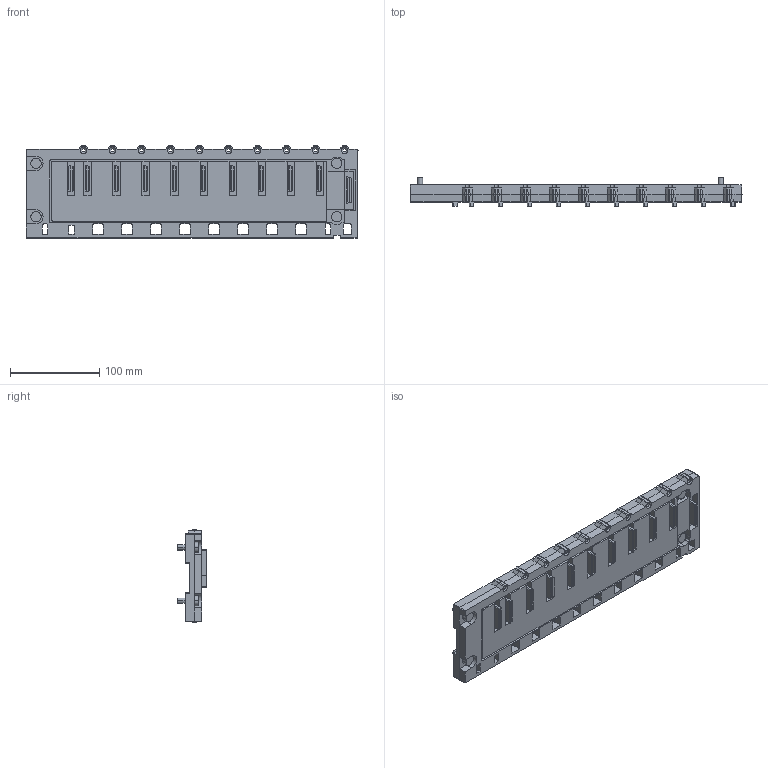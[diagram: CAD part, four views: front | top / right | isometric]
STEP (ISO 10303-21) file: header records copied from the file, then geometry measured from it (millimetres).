
FILE_DESCRIPTION(('starvars output'),'2;1');
FILE_NAME('BMXXBP0800_3D.stp','12:24:52 2020/04/01',( 'Thomas Industrial Network Germany GmbH'),( 'Thomas Industrial Network Germany GmbH'),'unknown preprocess','ACIS' ,'unknown authorization');
FILE_SCHEMA(('CONFIG_CONTROL_DESIGN {UNKNOWN IMPLEMENTATION LEVEL}'));
Length unit declared in the file: millimetre
Products named in the file (1): PRODUCT_ID_9
Bounding box: 373 x 32.3 x 103.7 mm (x, y, z)
Volume: 587203.1 mm3; surface area: 136969.9 mm2
Topology: 1 solids, 1 shells, 590 faces, 1598 edges, 1032 vertices
Faces by surface type: plane 364, cylinder 150, cone 76
Entity records: 17650 total; most frequent: ORIENTED_EDGE 3196, CARTESIAN_POINT 3008, DIRECTION 2869, EDGE_CURVE 1598, VECTOR 1083, LINE 1083, VERTEX_POINT 1032, AXIS2_PLACEMENT_3D 893
